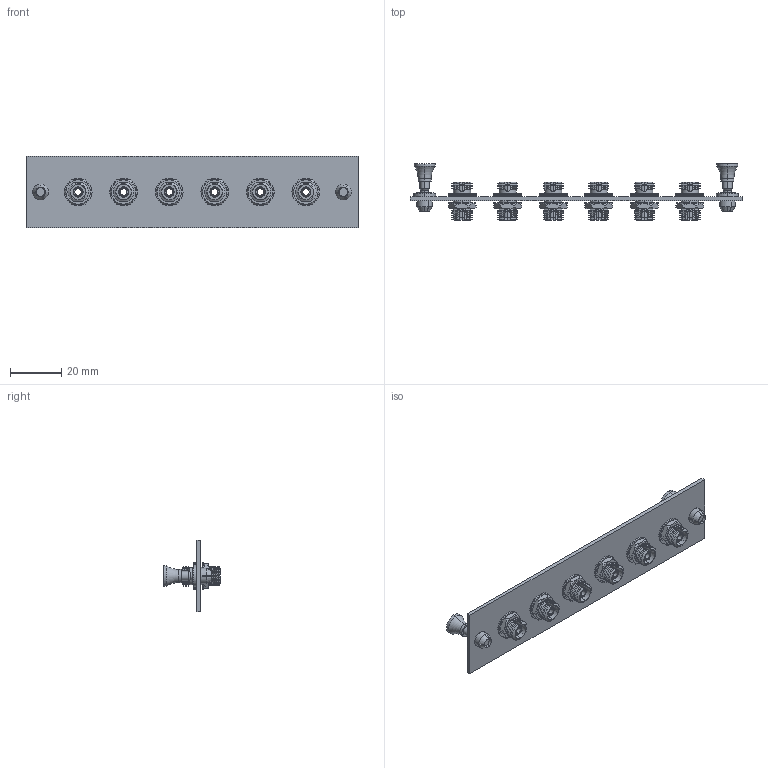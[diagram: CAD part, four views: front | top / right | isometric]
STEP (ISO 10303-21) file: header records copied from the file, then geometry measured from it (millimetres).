
FILE_DESCRIPTION (( 'STEP AP203' ), '1' );
FILE_NAME ('FSP-FC-CR.STEP', '2006-06-23T19:37:43', ( 'lcom' ), ( 'lcom' ), 'SwSTEP 2.0', 'SolidWorks 2006004', '' );
FILE_SCHEMA (( 'CONFIG_CONTROL_DESIGN' ));
Length unit declared in the file: inch
Products named in the file (8): FOA-033A; FSP-FC-CR; HDWR-HN4G-42-1; 3AA02-003; 3AA03-003; 1AR17-002; HDWR-HN4P-42-4-1
Assembly tree (14 placements, depth 3):
  FSP-FC-CR
    FOA-033A  x6
      3AA02-003
      3AA03-003
      FOA-033A
    1AR17-002
    HDWR-HN4P-42-4-1  x2
    HDWR-HN4G-42-1  x2
Bounding box: 129.54 x 22.23 x 27.94 mm (x, y, z)
Volume: 8568.6 mm3; surface area: 17242 mm2
Topology: 23 solids, 23 shells, 2742 faces, 7768 edges, 5114 vertices
Faces by surface type: plane 1683, cylinder 644, cone 374, bspline 37, torus 4
Entity records: 23402 total; most frequent: CARTESIAN_POINT 7419, ORIENTED_EDGE 3270, DIRECTION 2906, EDGE_CURVE 1635, VERTEX_POINT 1075, VECTOR 1066, LINE 1066, AXIS2_PLACEMENT_3D 920
